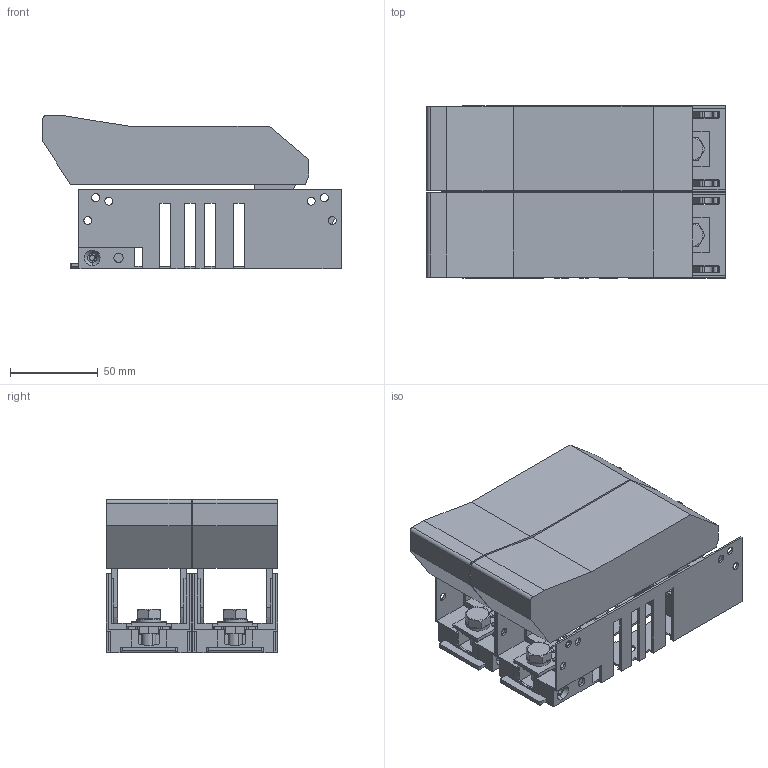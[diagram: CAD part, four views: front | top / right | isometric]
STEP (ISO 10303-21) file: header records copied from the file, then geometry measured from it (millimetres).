
FILE_DESCRIPTION(('CATIA V5 STEP'),'2;1');
FILE_NAME('T5911013_98_NH_Sich_Lasttrenner_LTL00_2_9.stp','2011-04-12T12:57:32+00:00',('none'),('Jean Müller GmbH'),'CATIA Version 5 Release 19 SP 7 (IN-10)','CATIA V5 STEP AP214','none');
FILE_SCHEMA(('AUTOMOTIVE_DESIGN { 1 0 10303 214 1 1 1 1 }'));
Length unit declared in the file: millimetre
Products named in the file (6): T5911013_98_NH_Sich_Lasttrenner_LTL00_2_9; 31910_98_Gehaeuse_LTL00_1_4_9_IGES_Version; 33541_98_Frontplatte_Gr_00_IGES; 153126_99_Federkontakt_Groesse_00_IGES_Version; 65716_Sechskantschraube_mit_Ring_M8x16_Z4_DIN933; 152401_Gewindeplatte
Assembly tree (16 placements, depth 2):
  T5911013_98_NH_Sich_Lasttrenner_LTL00_2_9
    31910_98_Gehaeuse_LTL00_1_4_9_IGES_Version  x2
    33541_98_Frontplatte_Gr_00_IGES  x2
    153126_99_Federkontakt_Groesse_00_IGES_Version  x4
    65716_Sechskantschraube_mit_Ring_M8x16_Z4_DIN933  x4
    152401_Gewindeplatte  x4
Bounding box: 169.52 x 97.75 x 86.97 mm (x, y, z)
Volume: 574381 mm3; surface area: 160897.5 mm2
Topology: 16 solids, 16 shells, 996 faces, 2890 edges, 1928 vertices
Faces by surface type: plane 640, cylinder 288, cone 60, torus 4, sphere 4
Entity records: 13444 total; most frequent: CARTESIAN_POINT 2538, ORIENTED_EDGE 2412, DIRECTION 1854, EDGE_CURVE 1206, VECTOR 926, LINE 926, VERTEX_POINT 808, AXIS2_PLACEMENT_3D 588
